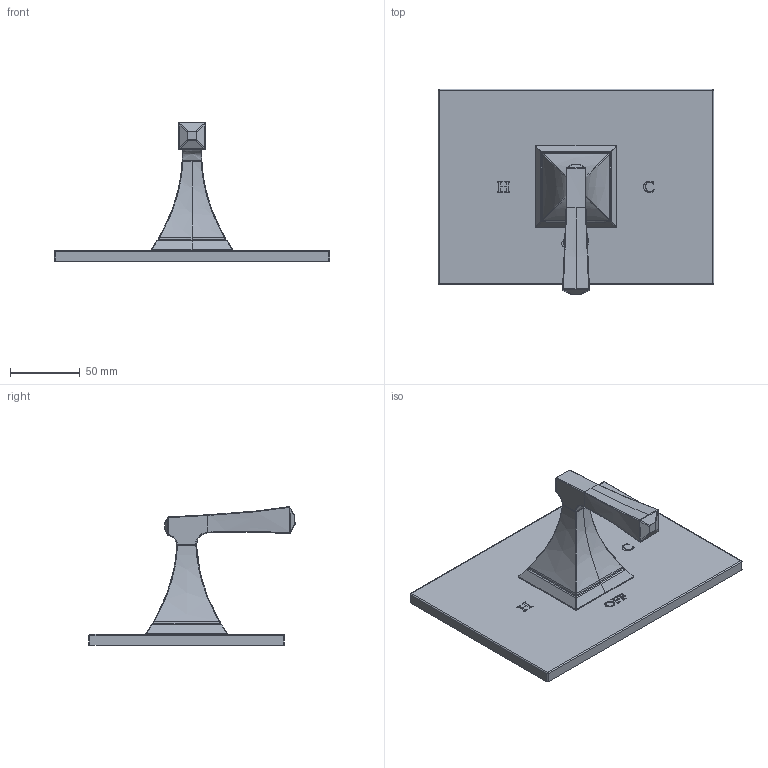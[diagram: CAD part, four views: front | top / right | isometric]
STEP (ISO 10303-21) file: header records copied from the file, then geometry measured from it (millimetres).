
FILE_DESCRIPTION((''),'2;1');
FILE_NAME('4-2574BP','2021-06-04T15:48:22',('jinson.thomas'),(''),'CREO PARAMETRIC BY PTC INC, 2018400','CREO PARAMETRIC BY PTC INC, 2018400','');
FILE_SCHEMA(('CONFIG_CONTROL_DESIGN'));
Length unit declared in the file: inch
Products named in the file (1): 4-2574BP
Bounding box: 196.85 x 147.37 x 99.16 mm (x, y, z)
Volume: 306313 mm3; surface area: 71165.7 mm2
Topology: 1 solids, 1 shells, 385 faces, 1008 edges, 634 vertices
Faces by surface type: extrusion 186, bspline 93, plane 60, cylinder 34, sphere 12
Entity records: 16292 total; most frequent: CARTESIAN_POINT 8174, ORIENTED_EDGE 2016, EDGE_CURVE 1008, DIRECTION 975, B_SPLINE_CURVE_WITH_KNOTS 723, VERTEX_POINT 634, VECTOR 551, EDGE_LOOP 394
